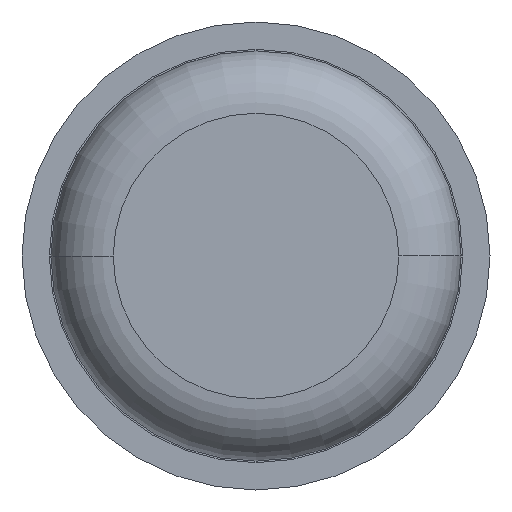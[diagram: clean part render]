
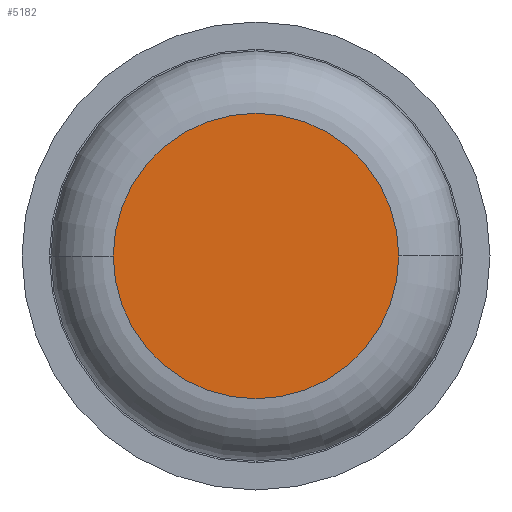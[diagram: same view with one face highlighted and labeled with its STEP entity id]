
A CAD part, front view. The second image highlights one B-rep face of the part: STEP entity #5182.
In plain terms, the highlighted planar face has unit normal (0, -1, 0).
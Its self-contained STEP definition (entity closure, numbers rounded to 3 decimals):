
#210 = CIRCLE ( 'NONE', #4280, 0.915 ) ;
#265 = DIRECTION ( 'NONE',  ( 0., -1., 0. ) ) ;
#272 = DIRECTION ( 'NONE',  ( -1., 0., 0. ) ) ;
#486 = EDGE_LOOP ( 'NONE', ( #3505, #1200 ) ) ;
#685 = DIRECTION ( 'NONE',  ( -1., 0., 0. ) ) ;
#1136 = CIRCLE ( 'NONE', #4805, 0.915 ) ;
#1200 = ORIENTED_EDGE ( 'NONE', *, *, #1856, .T. ) ;
#1225 = CARTESIAN_POINT ( 'NONE',  ( -0.915, 0., 0. ) ) ;
#1514 = EDGE_CURVE ( 'Defeature ausgef�hrt1_101+Defeature ausgef�hrt1_102+Defeature ausgef�hrt1_102+Defeature ausgef�hrt1_102', #5166, #4060, #1136, .T. ) ;
#1856 = EDGE_CURVE ( 'Defeature ausgef�hrt1_101+Defeature ausgef�hrt1_102+Defeature ausgef�hrt1_102+Defeature ausgef�hrt1_102', #4060, #5166, #210, .T. ) ;
#1916 = PLANE ( 'NONE',  #6148 ) ;
#2046 = DIRECTION ( 'NONE',  ( -1., 0., 0. ) ) ;
#2176 = CARTESIAN_POINT ( 'NONE',  ( 0., 0., 0. ) ) ;
#3505 = ORIENTED_EDGE ( 'NONE', *, *, #1514, .T. ) ;
#4060 = VERTEX_POINT ( 'NONE', #5544 ) ;
#4280 = AXIS2_PLACEMENT_3D ( 'NONE', #4757, #265, #685 ) ;
#4757 = CARTESIAN_POINT ( 'NONE',  ( 0., 0., 0. ) ) ;
#4805 = AXIS2_PLACEMENT_3D ( 'NONE', #2176, #6222, #272 ) ;
#4915 = FACE_OUTER_BOUND ( 'NONE', #486, .T. ) ;
#5039 = CARTESIAN_POINT ( 'NONE',  ( 0., 0., 0. ) ) ;
#5166 = VERTEX_POINT ( 'NONE', #1225 ) ;
#5182 = ADVANCED_FACE ( 'Defeature ausgef�hrt1_101', ( #4915 ), #1916, .F. ) ;
#5427 = DIRECTION ( 'NONE',  ( 0., 1., 0. ) ) ;
#5544 = CARTESIAN_POINT ( 'NONE',  ( 0.915, 0., 0. ) ) ;
#6148 = AXIS2_PLACEMENT_3D ( 'NONE', #5039, #5427, #2046 ) ;
#6222 = DIRECTION ( 'NONE',  ( 0., -1., 0. ) ) ;
